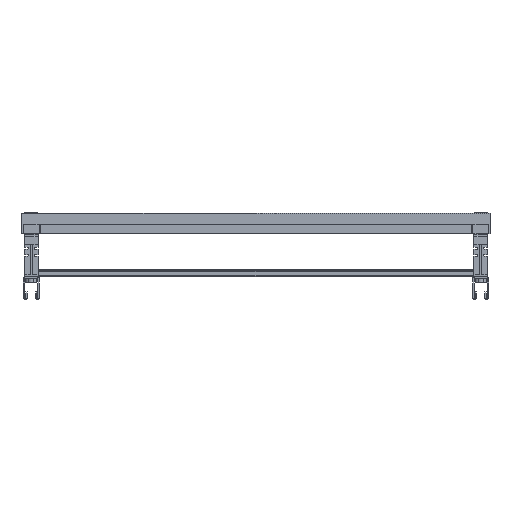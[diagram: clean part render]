
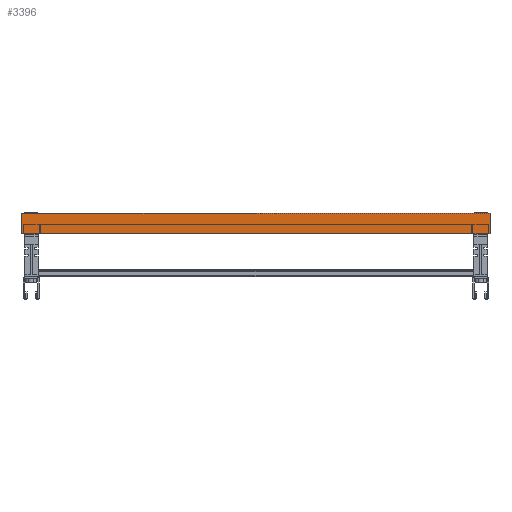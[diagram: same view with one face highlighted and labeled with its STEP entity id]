
A CAD part, front view. The second image highlights one B-rep face of the part: STEP entity #3396.
In plain terms, the highlighted planar face has unit normal (0, -1, 0).
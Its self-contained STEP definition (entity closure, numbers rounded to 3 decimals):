
#3396=ADVANCED_FACE('',(#8598),#8599,.F.);
#8598=FACE_OUTER_BOUND('',#16253,.T.);
#8599=PLANE('',#16254);
#16253=EDGE_LOOP('',(#25177,#25178,#25179,#25180));
#16254=AXIS2_PLACEMENT_3D('',#25181,#25182,#25183);
#25177=ORIENTED_EDGE('',*,*,#47136,.T.);
#25178=ORIENTED_EDGE('',*,*,#47137,.T.);
#25179=ORIENTED_EDGE('',*,*,#47138,.T.);
#25180=ORIENTED_EDGE('',*,*,#46374,.T.);
#25181=CARTESIAN_POINT('',(250.0,0.0,81.001));
#25182=DIRECTION('',(-0.0,1.0,0.0));
#25183=DIRECTION('',(1.0,0.0,0.0));
#46374=EDGE_CURVE('',#55599,#55597,#55600,.T.);
#47136=EDGE_CURVE('',#55597,#56717,#56718,.T.);
#47137=EDGE_CURVE('',#56717,#56719,#56720,.T.);
#47138=EDGE_CURVE('',#56719,#55599,#56721,.T.);
#55597=VERTEX_POINT('',#69252);
#55599=VERTEX_POINT('',#69255);
#55600=LINE('',#69256,#69257);
#56717=VERTEX_POINT('',#70795);
#56718=LINE('',#70796,#70797);
#56719=VERTEX_POINT('',#70798);
#56720=LINE('',#70799,#70800);
#56721=LINE('',#70801,#70802);
#69252=CARTESIAN_POINT('',(500.0,0.0,70.001));
#69255=CARTESIAN_POINT('',(0.0,0.0,70.001));
#69256=CARTESIAN_POINT('',(250.0,0.0,70.001));
#69257=VECTOR('',#88074,1.0);
#70795=CARTESIAN_POINT('',(500.0,0.0,92.001));
#70796=CARTESIAN_POINT('',(500.0,0.0,81.001));
#70797=VECTOR('',#88904,1.0);
#70798=CARTESIAN_POINT('',(0.0,0.0,92.001));
#70799=CARTESIAN_POINT('',(250.0,0.0,92.001));
#70800=VECTOR('',#88905,1.0);
#70801=CARTESIAN_POINT('',(0.0,0.0,81.001));
#70802=VECTOR('',#88906,1.0);
#88074=DIRECTION('',(1.0,0.0,0.0));
#88904=DIRECTION('',(0.0,0.0,1.0));
#88905=DIRECTION('',(-1.0,0.0,0.0));
#88906=DIRECTION('',(0.0,0.0,-1.0));
